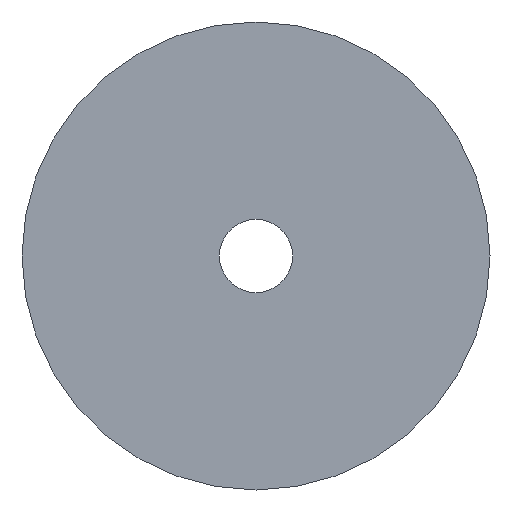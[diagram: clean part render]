
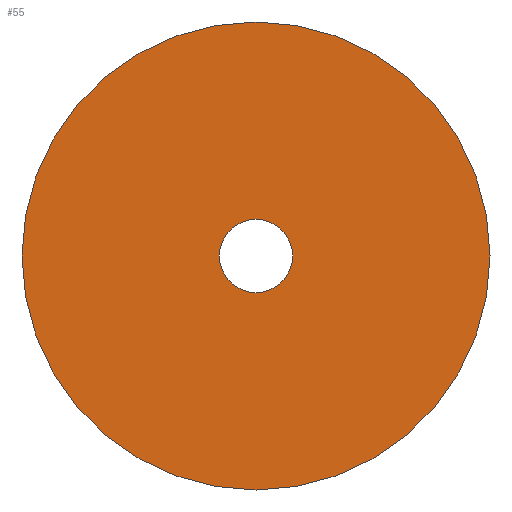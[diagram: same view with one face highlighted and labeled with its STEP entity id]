
A CAD part, front view. The second image highlights one B-rep face of the part: STEP entity #55.
In plain terms, the highlighted planar face has unit normal (0, -1, 0).
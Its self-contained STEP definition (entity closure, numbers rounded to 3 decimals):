
#2 = VERTEX_POINT ( 'NONE', #92 ) ;
#4 = EDGE_CURVE ( 'NONE', #2, #102, #86, .T. ) ;
#23 = EDGE_CURVE ( 'NONE', #78, #35, #137, .T. ) ;
#27 = ORIENTED_EDGE ( 'NONE', *, *, #36, .F. ) ;
#35 = VERTEX_POINT ( 'NONE', #156 ) ;
#36 = EDGE_CURVE ( 'NONE', #35, #78, #174, .T. ) ;
#47 = EDGE_LOOP ( 'NONE', ( #70, #63 ) ) ;
#55 = ADVANCED_FACE ( 'NONE', ( #235, #176 ), #186, .F. ) ;
#63 = ORIENTED_EDGE ( 'NONE', *, *, #4, .T. ) ;
#68 = EDGE_CURVE ( 'NONE', #102, #2, #229, .T. ) ;
#70 = ORIENTED_EDGE ( 'NONE', *, *, #68, .T. ) ;
#71 = EDGE_LOOP ( 'NONE', ( #27, #72 ) ) ;
#72 = ORIENTED_EDGE ( 'NONE', *, *, #23, .F. ) ;
#78 = VERTEX_POINT ( 'NONE', #200 ) ;
#82 = DIRECTION ( 'NONE',  ( 0., 0., 1. ) ) ;
#83 = DIRECTION ( 'NONE',  ( 0., 1., 0. ) ) ;
#84 = CARTESIAN_POINT ( 'NONE',  ( 0., -15., 0. ) ) ;
#85 = AXIS2_PLACEMENT_3D ( 'NONE', #84, #83, #82 ) ;
#86 = CIRCLE ( 'NONE', #85, 2.5 ) ;
#92 = CARTESIAN_POINT ( 'NONE',  ( 0., -15., -2.5 ) ) ;
#102 = VERTEX_POINT ( 'NONE', #302 ) ;
#137 = CIRCLE ( 'NONE', #143, 16. ) ;
#141 = DIRECTION ( 'NONE',  ( 0., 1., 0. ) ) ;
#142 = CARTESIAN_POINT ( 'NONE',  ( 0., -15., 0. ) ) ;
#143 = AXIS2_PLACEMENT_3D ( 'NONE', #142, #141, #152 ) ;
#152 = DIRECTION ( 'NONE',  ( 0., 0., 1. ) ) ;
#156 = CARTESIAN_POINT ( 'NONE',  ( 0., -15., -16. ) ) ;
#166 = CARTESIAN_POINT ( 'NONE',  ( 0., -15., 0. ) ) ;
#171 = DIRECTION ( 'NONE',  ( 0., 0., 1. ) ) ;
#172 = DIRECTION ( 'NONE',  ( 0., 1., 0. ) ) ;
#173 = AXIS2_PLACEMENT_3D ( 'NONE', #166, #172, #171 ) ;
#174 = CIRCLE ( 'NONE', #173, 16. ) ;
#176 = FACE_BOUND ( 'NONE', #47, .T. ) ;
#182 = DIRECTION ( 'NONE',  ( 0., 0., 1. ) ) ;
#183 = DIRECTION ( 'NONE',  ( 0., 1., 0. ) ) ;
#184 = CARTESIAN_POINT ( 'NONE',  ( 2.5, -15., 0. ) ) ;
#185 = AXIS2_PLACEMENT_3D ( 'NONE', #184, #183, #182 ) ;
#186 = PLANE ( 'NONE',  #185 ) ;
#200 = CARTESIAN_POINT ( 'NONE',  ( 0., -15., 16. ) ) ;
#202 = DIRECTION ( 'NONE',  ( 0., 0., 1. ) ) ;
#203 = DIRECTION ( 'NONE',  ( 0., 1., 0. ) ) ;
#204 = CARTESIAN_POINT ( 'NONE',  ( 0., -15., 0. ) ) ;
#228 = AXIS2_PLACEMENT_3D ( 'NONE', #204, #203, #202 ) ;
#229 = CIRCLE ( 'NONE', #228, 2.5 ) ;
#235 = FACE_OUTER_BOUND ( 'NONE', #71, .T. ) ;
#302 = CARTESIAN_POINT ( 'NONE',  ( 0., -15., 2.5 ) ) ;
